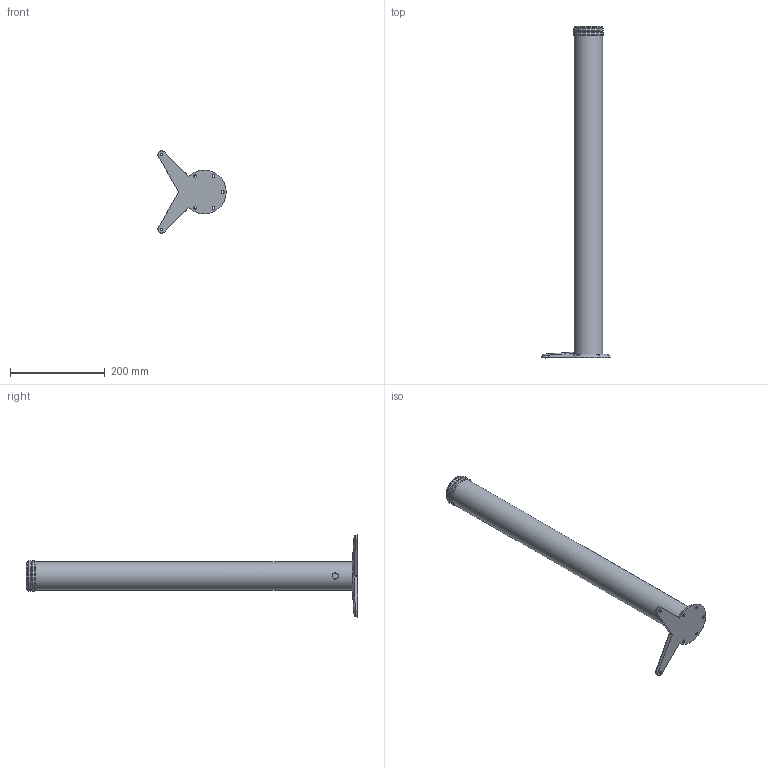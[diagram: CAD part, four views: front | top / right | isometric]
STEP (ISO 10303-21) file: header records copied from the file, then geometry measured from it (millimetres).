
FILE_DESCRIPTION(('STEP AP214'),'2;1');
FILE_NAME('ART-61570__0____0.stp','2025-06-06T16:44:17',(''),(''),'2009.3.110','THINKDESIGN','');
FILE_SCHEMA(('AUTOMOTIVE_DESIGN'));
Length unit declared in the file: millimetre
Products named in the file (1): None
Bounding box: 144.19 x 700 x 173.51 mm (x, y, z)
Volume: 2050908.4 mm3; surface area: 158601.3 mm2
Topology: 1 solids, 1 shells, 63 faces, 187 edges, 128 vertices
Faces by surface type: bspline 33, plane 19, cylinder 11
Full cylindrical faces by diameter (mm): 13 x1, 59 x1, 60 x1, 61 x1, 63.7 x1, 64 x1
Entity records: 5150 total; most frequent: CARTESIAN_POINT 2942, ORIENTED_EDGE 370, DIRECTION 303, EDGE_CURVE 185, AXIS2_PLACEMENT_3D 130, VERTEX_POINT 128, CIRCLE 99, EDGE_LOOP 81
